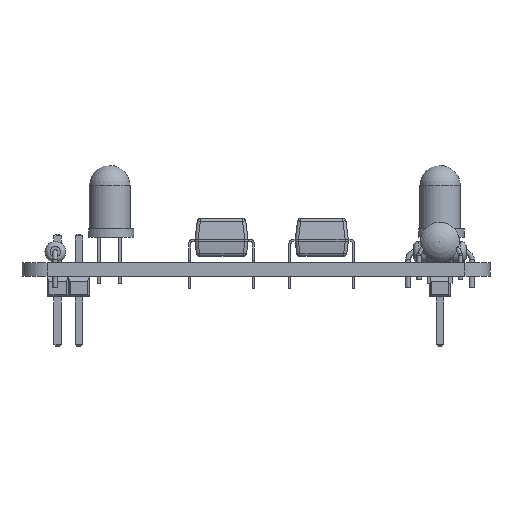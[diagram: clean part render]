
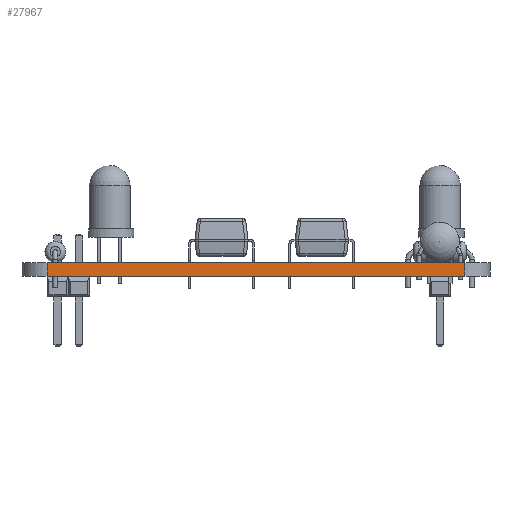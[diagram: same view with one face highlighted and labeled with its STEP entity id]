
A CAD part, front view. The second image highlights one B-rep face of the part: STEP entity #27967.
In plain terms, the highlighted planar face has unit normal (0, -1, 0).
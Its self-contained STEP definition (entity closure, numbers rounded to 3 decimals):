
#25196 = VERTEX_POINT('',#25197);
#25197 = CARTESIAN_POINT('',(102.5,-129.5,0.));
#25204 = EDGE_CURVE('',#25205,#25196,#25207,.T.);
#25205 = VERTEX_POINT('',#25206);
#25206 = CARTESIAN_POINT('',(152.5,-129.5,0.));
#25207 = LINE('',#25208,#25209);
#25208 = CARTESIAN_POINT('',(152.5,-129.5,0.));
#25209 = VECTOR('',#25210,1.);
#25210 = DIRECTION('',(-1.,0.,0.));
#26568 = VERTEX_POINT('',#26569);
#26569 = CARTESIAN_POINT('',(102.5,-129.5,1.6));
#26576 = EDGE_CURVE('',#26577,#26568,#26579,.T.);
#26577 = VERTEX_POINT('',#26578);
#26578 = CARTESIAN_POINT('',(152.5,-129.5,1.6));
#26579 = LINE('',#26580,#26581);
#26580 = CARTESIAN_POINT('',(152.5,-129.5,1.6));
#26581 = VECTOR('',#26582,1.);
#26582 = DIRECTION('',(-1.,0.,0.));
#27939 = EDGE_CURVE('',#25205,#26577,#27940,.T.);
#27940 = LINE('',#27941,#27942);
#27941 = CARTESIAN_POINT('',(152.5,-129.5,0.));
#27942 = VECTOR('',#27943,1.);
#27943 = DIRECTION('',(0.,0.,1.));
#27967 = ADVANCED_FACE('',(#27968),#27979,.T.);
#27968 = FACE_BOUND('',#27969,.T.);
#27969 = EDGE_LOOP('',(#27970,#27971,#27972,#27978));
#27970 = ORIENTED_EDGE('',*,*,#27939,.T.);
#27971 = ORIENTED_EDGE('',*,*,#26576,.T.);
#27972 = ORIENTED_EDGE('',*,*,#27973,.F.);
#27973 = EDGE_CURVE('',#25196,#26568,#27974,.T.);
#27974 = LINE('',#27975,#27976);
#27975 = CARTESIAN_POINT('',(102.5,-129.5,0.));
#27976 = VECTOR('',#27977,1.);
#27977 = DIRECTION('',(0.,0.,1.));
#27978 = ORIENTED_EDGE('',*,*,#25204,.F.);
#27979 = PLANE('',#27980);
#27980 = AXIS2_PLACEMENT_3D('',#27981,#27982,#27983);
#27981 = CARTESIAN_POINT('',(152.5,-129.5,0.));
#27982 = DIRECTION('',(0.,-1.,0.));
#27983 = DIRECTION('',(-1.,0.,0.));
